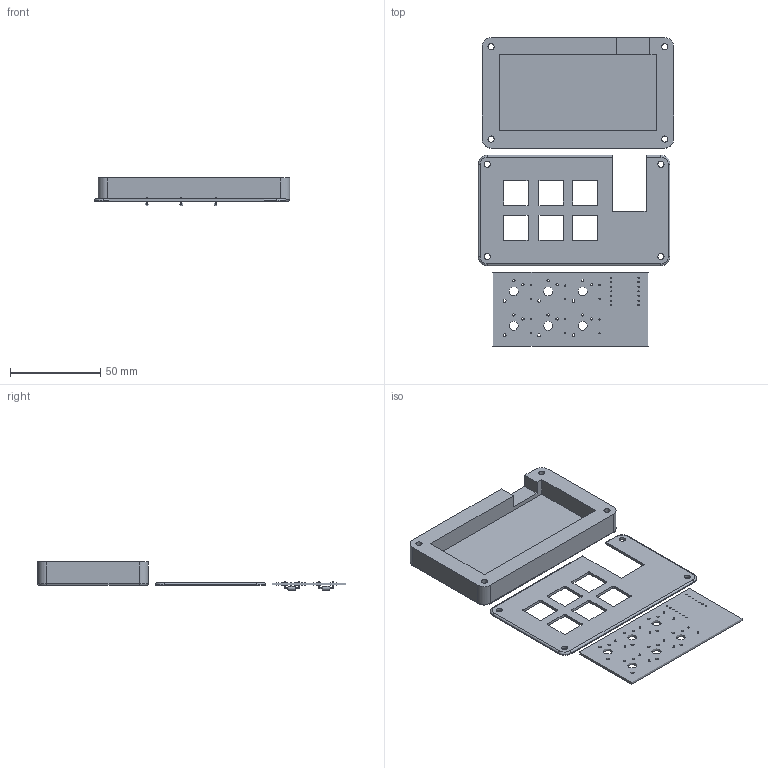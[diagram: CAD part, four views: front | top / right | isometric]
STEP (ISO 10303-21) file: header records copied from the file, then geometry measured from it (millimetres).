
FILE_DESCRIPTION(/* description */ ('','CAx-IF Rec.Pracs.---Representation and Presentation of Product Manufacturing Information (PMI)---4.0---2014-10-13'),/* implementation_level */ '2;1');
FILE_NAME(/* name */ 'SixPad (Macropad) v5.step',/* time_stamp */ '2025-02-24T19:32:49-07:00',/* author */ (''),/* organization */ (''),/* preprocessor_version */ 'ST-DEVELOPER v20',/* originating_system */ 'Autodesk Translation Framework v13.20.0.188',/* authorisation */ '');
FILE_SCHEMA (('AP242_MANAGED_MODEL_BASED_3D_ENGINEERING_MIM_LF { 1 0 10303 442 1 1 4 }'));
Length unit declared in the file: millimetre
Products named in the file (3): SixPad (Macropad); Bottom Case; Top Case
Assembly tree (2 placements, depth 2):
  SixPad (Macropad)
    Bottom Case
    Top Case
Bounding box: 108.08 x 170.5 x 15.6 mm (x, y, z)
Volume: 57222.3 mm3; surface area: 38142.8 mm2
Topology: 3 solids, 3 shells, 260 faces, 707 edges, 466 vertices
Faces by surface type: plane 102, bspline 96, cylinder 53, torus 8, other 1
Full cylindrical faces by diameter (mm): 3.4 x8, 6 x4
Entity records: 9213 total; most frequent: CARTESIAN_POINT 3069, ORIENTED_EDGE 1414, DIRECTION 965, EDGE_CURVE 707, VERTEX_POINT 466, LINE 401, VECTOR 401, EDGE_LOOP 301
